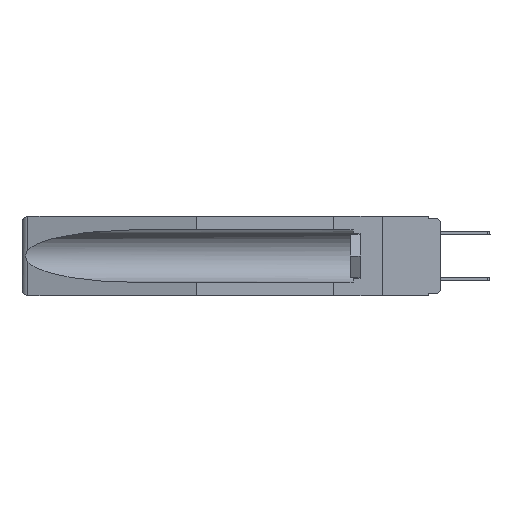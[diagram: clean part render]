
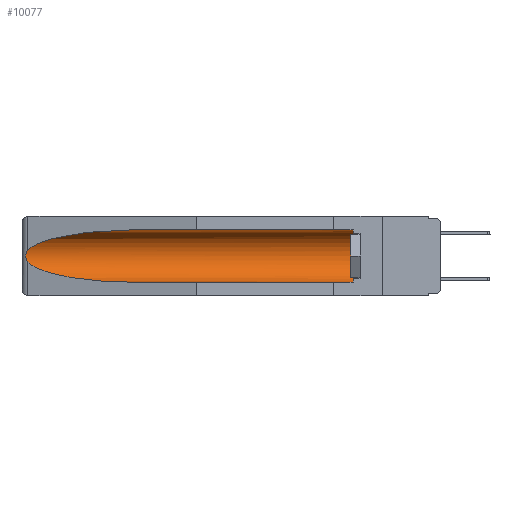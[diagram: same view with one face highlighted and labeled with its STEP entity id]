
A CAD part, left-side view. The second image highlights one B-rep face of the part: STEP entity #10077.
In plain terms, the highlighted cylindrical face has radius 2.857 mm (diameter 5.715 mm), a partial arc.
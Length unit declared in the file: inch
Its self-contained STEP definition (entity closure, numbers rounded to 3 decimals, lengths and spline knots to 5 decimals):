
#628 = DIRECTION ( 'NONE',  ( 0., 1., 0. ) ) ;
#1257 = EDGE_CURVE ( 'NONE', #17299, #26180, #21849, .T. ) ;
#2423 = CARTESIAN_POINT ( 'NONE',  ( 0.155, 1.07973, -0.059 ) ) ;
#3221 = DIRECTION ( 'NONE',  ( 0., -1., 0. ) ) ;
#3545 = EDGE_CURVE ( 'NONE', #21962, #23596, #4373, .T. ) ;
#4373 = B_SPLINE_CURVE_WITH_KNOTS ( 'NONE', 3,
 ( #24786, #22649, #16147, #12115, #17984, #7421, #20386, #7712, #9591, #22557 ),
 .UNSPECIFIED., .F., .F.,
 ( 4, 2, 2, 2, 4 ),
 ( 0., 0.00029, 0.00058, 0.00087, 0.00117 ),
 .UNSPECIFIED. ) ;
#5107 = LINE ( 'NONE', #11248, #18021 ) ;
#5748 = DIRECTION ( 'NONE',  ( 0., 0., 1. ) ) ;
#5946 = CYLINDRICAL_SURFACE ( 'NONE', #16029, 0.1125 ) ;
#6734 = ORIENTED_EDGE ( 'NONE', *, *, #7281, .F. ) ;
#7281 = EDGE_CURVE ( 'NONE', #11212, #23094, #5107, .T. ) ;
#7421 = CARTESIAN_POINT ( 'NONE',  ( 0.2675, 1.53308, -0.17534 ) ) ;
#7712 = CARTESIAN_POINT ( 'NONE',  ( 0.26655, 1.53094, -0.18657 ) ) ;
#9591 = CARTESIAN_POINT ( 'NONE',  ( 0.26597, 1.5296, -0.19026 ) ) ;
#10077 = ADVANCED_FACE ( 'NONE', ( #26533 ), #5946, .F. ) ;
#10190 = CARTESIAN_POINT ( 'NONE',  ( 0.155, -0.30754, -0.059 ) ) ;
#10258 = EDGE_CURVE ( 'NONE', #11212, #17299, #19496, .T. ) ;
#10394 = CARTESIAN_POINT ( 'NONE',  ( 0.26537, 1.52718, -0.14972 ) ) ;
#10424 = CARTESIAN_POINT ( 'NONE',  ( 0.155, 0.126, -0.284 ) ) ;
#10586 = CARTESIAN_POINT ( 'NONE',  ( 0.21114, 1.30732, -0.059 ) ) ;
#10971 = CARTESIAN_POINT ( 'NONE',  ( 0.26537, 1.52718, -0.19328 ) ) ;
#11208 = ORIENTED_EDGE ( 'NONE', *, *, #1257, .T. ) ;
#11212 = VERTEX_POINT ( 'NONE', #10424 ) ;
#11248 = CARTESIAN_POINT ( 'NONE',  ( 0.155, -0.30754, -0.284 ) ) ;
#11397 =( BOUNDED_CURVE ( )  B_SPLINE_CURVE ( 3, ( #18849, #10586, #16840, #10394 ),
 .UNSPECIFIED., .F., .T. ) 
 B_SPLINE_CURVE_WITH_KNOTS ( ( 4, 4 ),
 ( 4.71239, 6.08839 ),
 .UNSPECIFIED. ) 
 CURVE ( )  GEOMETRIC_REPRESENTATION_ITEM ( )  RATIONAL_B_SPLINE_CURVE ( ( 1., 0.848, 0.848, 1. ) ) 
 REPRESENTATION_ITEM ( '' )  );
#12115 = CARTESIAN_POINT ( 'NONE',  ( 0.2673, 1.5327, -0.16383 ) ) ;
#13941 = CARTESIAN_POINT ( 'NONE',  ( 0.155, 0.126, -0.1715 ) ) ;
#14027 = CARTESIAN_POINT ( 'NONE',  ( 0.26537, 1.52718, -0.14972 ) ) ;
#14106 = CARTESIAN_POINT ( 'NONE',  ( 0.155, 0.126, -0.059 ) ) ;
#14719 = DIRECTION ( 'NONE',  ( 0., 1., 0. ) ) ;
#15860 = DIRECTION ( 'NONE',  ( 0., 0., 1. ) ) ;
#16029 = AXIS2_PLACEMENT_3D ( 'NONE', #23759, #628, #15860 ) ;
#16147 = CARTESIAN_POINT ( 'NONE',  ( 0.26654, 1.53092, -0.15636 ) ) ;
#16691 = EDGE_CURVE ( 'NONE', #23596, #23094, #19979, .T. ) ;
#16840 = CARTESIAN_POINT ( 'NONE',  ( 0.25451, 1.48313, -0.09465 ) ) ;
#17122 = ORIENTED_EDGE ( 'NONE', *, *, #20765, .T. ) ;
#17299 = VERTEX_POINT ( 'NONE', #14106 ) ;
#17327 = EDGE_LOOP ( 'NONE', ( #17122, #24767, #19532, #6734, #19909, #11208 ) ) ;
#17984 = CARTESIAN_POINT ( 'NONE',  ( 0.2675, 1.53308, -0.16763 ) ) ;
#18021 = VECTOR ( 'NONE', #26061, 39.37008 ) ;
#18849 = CARTESIAN_POINT ( 'NONE',  ( 0.155, 1.07973, -0.059 ) ) ;
#19324 = CARTESIAN_POINT ( 'NONE',  ( 0.25451, 1.48313, -0.24835 ) ) ;
#19496 = CIRCLE ( 'NONE', #20817, 0.1125 ) ;
#19532 = ORIENTED_EDGE ( 'NONE', *, *, #16691, .T. ) ;
#19683 = CARTESIAN_POINT ( 'NONE',  ( 0.21114, 1.30732, -0.284 ) ) ;
#19909 = ORIENTED_EDGE ( 'NONE', *, *, #10258, .T. ) ;
#19979 =( BOUNDED_CURVE ( )  B_SPLINE_CURVE ( 3, ( #10971, #19324, #19683, #25965 ),
 .UNSPECIFIED., .F., .T. ) 
 B_SPLINE_CURVE_WITH_KNOTS ( ( 4, 4 ),
 ( 0.1948, 1.5708 ),
 .UNSPECIFIED. ) 
 CURVE ( )  GEOMETRIC_REPRESENTATION_ITEM ( )  RATIONAL_B_SPLINE_CURVE ( ( 1., 0.848, 0.848, 1. ) ) 
 REPRESENTATION_ITEM ( '' )  );
#20386 = CARTESIAN_POINT ( 'NONE',  ( 0.2673, 1.53269, -0.17917 ) ) ;
#20765 = EDGE_CURVE ( 'NONE', #26180, #21962, #11397, .T. ) ;
#20817 = AXIS2_PLACEMENT_3D ( 'NONE', #13941, #3221, #5748 ) ;
#20830 = VECTOR ( 'NONE', #14719, 39.37008 ) ;
#21849 = LINE ( 'NONE', #10190, #20830 ) ;
#21962 = VERTEX_POINT ( 'NONE', #14027 ) ;
#22552 = CARTESIAN_POINT ( 'NONE',  ( 0.155, 1.07973, -0.284 ) ) ;
#22557 = CARTESIAN_POINT ( 'NONE',  ( 0.26537, 1.52718, -0.19328 ) ) ;
#22649 = CARTESIAN_POINT ( 'NONE',  ( 0.26597, 1.52961, -0.15275 ) ) ;
#23094 = VERTEX_POINT ( 'NONE', #22552 ) ;
#23596 = VERTEX_POINT ( 'NONE', #25397 ) ;
#23759 = CARTESIAN_POINT ( 'NONE',  ( 0.155, -0.30754, -0.1715 ) ) ;
#24767 = ORIENTED_EDGE ( 'NONE', *, *, #3545, .T. ) ;
#24786 = CARTESIAN_POINT ( 'NONE',  ( 0.26537, 1.52718, -0.14972 ) ) ;
#25397 = CARTESIAN_POINT ( 'NONE',  ( 0.26537, 1.52718, -0.19328 ) ) ;
#25965 = CARTESIAN_POINT ( 'NONE',  ( 0.155, 1.07973, -0.284 ) ) ;
#26061 = DIRECTION ( 'NONE',  ( 0., 1., 0. ) ) ;
#26180 = VERTEX_POINT ( 'NONE', #2423 ) ;
#26533 = FACE_OUTER_BOUND ( 'NONE', #17327, .T. ) ;
